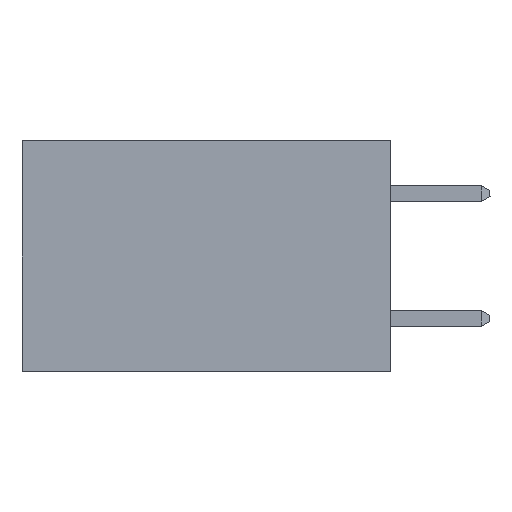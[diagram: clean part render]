
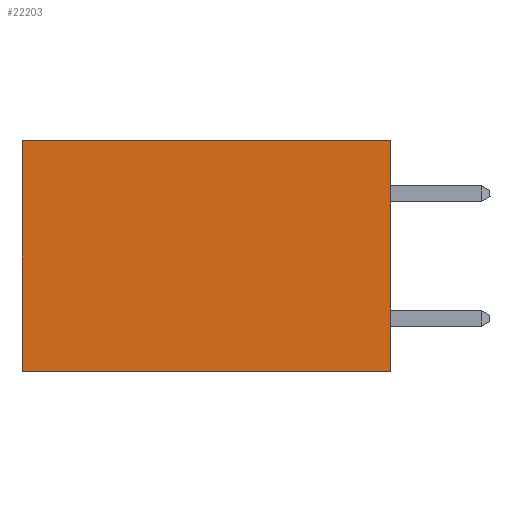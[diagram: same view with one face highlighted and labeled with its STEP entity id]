
A CAD part, left-side view. The second image highlights one B-rep face of the part: STEP entity #22203.
In plain terms, the highlighted planar face has unit normal (-1, 0, 0).
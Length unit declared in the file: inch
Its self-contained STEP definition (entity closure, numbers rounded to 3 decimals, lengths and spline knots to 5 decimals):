
#130 = EDGE_CURVE ( 'NONE', #15735, #16829, #4612, .T. ) ;
#3020 = VECTOR ( 'NONE', #17983, 39.37008 ) ;
#3709 = LINE ( 'NONE', #5394, #3020 ) ;
#4228 = VECTOR ( 'NONE', #22115, 39.37008 ) ;
#4612 = LINE ( 'NONE', #4869, #21346 ) ;
#4869 = CARTESIAN_POINT ( 'NONE',  ( 0.277, 0., -0.37 ) ) ;
#5328 = AXIS2_PLACEMENT_3D ( 'NONE', #12501, #27098, #14615 ) ;
#5394 = CARTESIAN_POINT ( 'NONE',  ( 0.277, 0., 0. ) ) ;
#5743 = ORIENTED_EDGE ( 'NONE', *, *, #10115, .F. ) ;
#6725 = ORIENTED_EDGE ( 'NONE', *, *, #19827, .T. ) ;
#7553 = FACE_OUTER_BOUND ( 'NONE', #24985, .T. ) ;
#8262 = PLANE ( 'NONE',  #5328 ) ;
#8822 = LINE ( 'NONE', #24040, #13751 ) ;
#9524 = CARTESIAN_POINT ( 'NONE',  ( 0.277, 0., -0.37 ) ) ;
#10115 = EDGE_CURVE ( 'NONE', #16829, #19574, #26495, .T. ) ;
#10647 = ORIENTED_EDGE ( 'NONE', *, *, #13412, .T. ) ;
#11021 = ORIENTED_EDGE ( 'NONE', *, *, #130, .F. ) ;
#12501 = CARTESIAN_POINT ( 'NONE',  ( 0.277, 0., -0.37 ) ) ;
#13067 = CARTESIAN_POINT ( 'NONE',  ( 0.277, 0.59, -0.37 ) ) ;
#13412 = EDGE_CURVE ( 'NONE', #21863, #19574, #8822, .T. ) ;
#13606 = DIRECTION ( 'NONE',  ( 0., 0., -1. ) ) ;
#13751 = VECTOR ( 'NONE', #13606, 39.37008 ) ;
#14615 = DIRECTION ( 'NONE',  ( 0., 0., -1. ) ) ;
#15735 = VERTEX_POINT ( 'NONE', #26020 ) ;
#16829 = VERTEX_POINT ( 'NONE', #19079 ) ;
#17983 = DIRECTION ( 'NONE',  ( 0., 1., 0. ) ) ;
#19079 = CARTESIAN_POINT ( 'NONE',  ( 0.277, 0., -0.37 ) ) ;
#19574 = VERTEX_POINT ( 'NONE', #13067 ) ;
#19827 = EDGE_CURVE ( 'NONE', #15735, #21863, #3709, .T. ) ;
#19925 = CARTESIAN_POINT ( 'NONE',  ( 0.277, 0.59, 0. ) ) ;
#21346 = VECTOR ( 'NONE', #26850, 39.37008 ) ;
#21863 = VERTEX_POINT ( 'NONE', #19925 ) ;
#22115 = DIRECTION ( 'NONE',  ( 0., 1., 0. ) ) ;
#22203 = ADVANCED_FACE ( 'NONE', ( #7553 ), #8262, .F. ) ;
#24040 = CARTESIAN_POINT ( 'NONE',  ( 0.277, 0.59, -0.37 ) ) ;
#24985 = EDGE_LOOP ( 'NONE', ( #10647, #5743, #11021, #6725 ) ) ;
#26020 = CARTESIAN_POINT ( 'NONE',  ( 0.277, 0., 0. ) ) ;
#26495 = LINE ( 'NONE', #9524, #4228 ) ;
#26850 = DIRECTION ( 'NONE',  ( 0., 0., -1. ) ) ;
#27098 = DIRECTION ( 'NONE',  ( 1., 0., 0. ) ) ;
